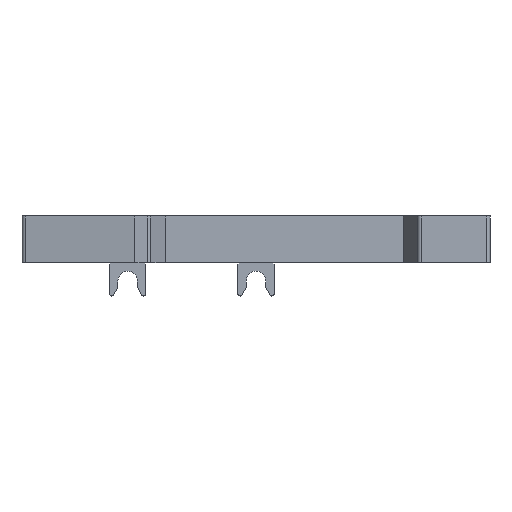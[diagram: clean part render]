
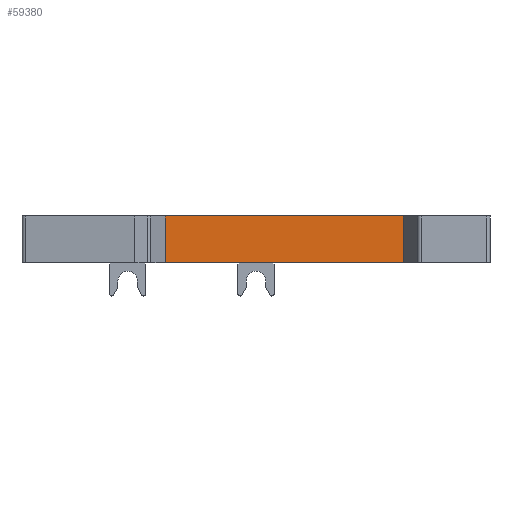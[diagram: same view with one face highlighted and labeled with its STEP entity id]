
A CAD part, front view. The second image highlights one B-rep face of the part: STEP entity #59380.
In plain terms, the highlighted planar face has unit normal (0, -1, 0).
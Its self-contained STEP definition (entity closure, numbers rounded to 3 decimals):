
#1400=CARTESIAN_POINT('',(2.5,0.,0.));
#1410=VERTEX_POINT('',#1400);
#1440=CARTESIAN_POINT('',(-118.434,0.,0.));
#1450=DIRECTION('',(-1.,0.,0.));
#1460=VECTOR('',#1450,1.);
#1470=LINE('',#1440,#1460);
#1480=CARTESIAN_POINT('',(-30.5,0.,0.));
#1490=VERTEX_POINT('',#1480);
#1500=EDGE_CURVE('',#1410,#1490,#1470,.T.);
#27560=CARTESIAN_POINT('',(-30.5,0.,-6.2));
#27570=VERTEX_POINT('',#27560);
#27600=CARTESIAN_POINT('',(-118.434,0.,-6.2));
#27610=DIRECTION('',(1.,0.,0.));
#27620=VECTOR('',#27610,1.);
#27630=LINE('',#27600,#27620);
#27640=CARTESIAN_POINT('',(2.5,0.,-6.2));
#27650=VERTEX_POINT('',#27640);
#27660=EDGE_CURVE('',#27570,#27650,#27630,.T.);
#59110=CARTESIAN_POINT('',(-30.5,0.,
2.964));
#59120=DIRECTION('',(0.,0.,-1.));
#59130=VECTOR('',#59120,1.);
#59140=LINE('',#59110,#59130);
#59150=EDGE_CURVE('',#1490,#27570,#59140,.T.);
#59220=CARTESIAN_POINT('',(2.5,0.,0.));
#59230=DIRECTION('',(0.,1.,0.));
#59240=DIRECTION('',(1.,0.,0.));
#59250=AXIS2_PLACEMENT_3D('',#59220,#59230,#59240);
#59260=PLANE('',#59250);
#59270=CARTESIAN_POINT('',(2.5,0.,
2.964));
#59280=DIRECTION('',(0.,0.,-1.));
#59290=VECTOR('',#59280,1.);
#59300=LINE('',#59270,#59290);
#59310=EDGE_CURVE('',#1410,#27650,#59300,.T.);
#59320=ORIENTED_EDGE('',*,*,#59310,.F.);
#59330=ORIENTED_EDGE('',*,*,#27660,.T.);
#59340=ORIENTED_EDGE('',*,*,#59150,.T.);
#59350=ORIENTED_EDGE('',*,*,#1500,.T.);
#59360=EDGE_LOOP('',(#59350,#59340,#59330,#59320));
#59370=FACE_OUTER_BOUND('',#59360,.T.);
#59380=ADVANCED_FACE('',(#59370),#59260,.F.);
